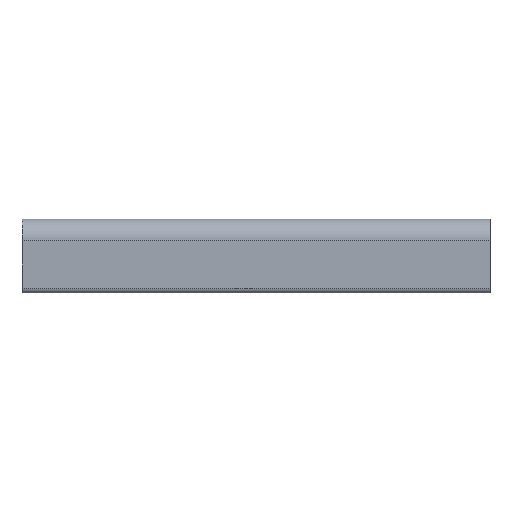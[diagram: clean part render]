
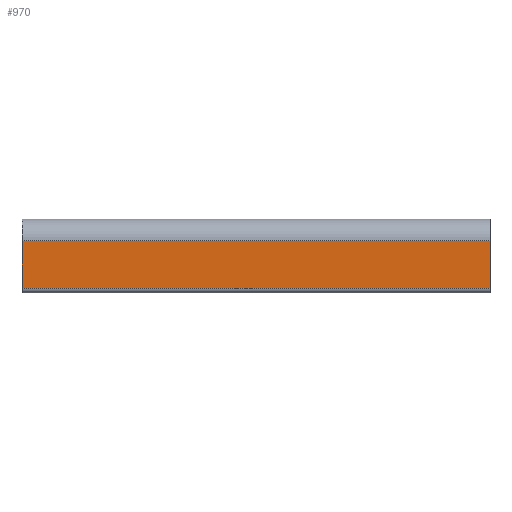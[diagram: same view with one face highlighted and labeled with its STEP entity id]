
A CAD part, left-side view. The second image highlights one B-rep face of the part: STEP entity #970.
In plain terms, the highlighted planar face has unit normal (-1, 0, -0.024).
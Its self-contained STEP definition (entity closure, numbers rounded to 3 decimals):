
#225=ORIENTED_EDGE('',*,*,#464,.T.);
#226=ORIENTED_EDGE('',*,*,#500,.F.);
#227=ORIENTED_EDGE('',*,*,#400,.F.);
#228=ORIENTED_EDGE('',*,*,#499,.T.);
#400=EDGE_CURVE('',#547,#548,#637,.T.);
#464=EDGE_CURVE('',#612,#611,#671,.T.);
#499=EDGE_CURVE('',#547,#612,#694,.T.);
#500=EDGE_CURVE('',#548,#611,#695,.T.);
#547=VERTEX_POINT('',#1450);
#548=VERTEX_POINT('',#1452);
#611=VERTEX_POINT('',#1579);
#612=VERTEX_POINT('',#1581);
#637=LINE('',#1451,#734);
#671=LINE('',#1580,#768);
#694=LINE('',#1645,#791);
#695=LINE('',#1647,#792);
#734=VECTOR('',#1148,1000.);
#768=VECTOR('',#1244,1000.);
#791=VECTOR('',#1307,1000.);
#792=VECTOR('',#1310,1000.);
#840=EDGE_LOOP('',(#225,#226,#227,#228));
#893=FACE_BOUND('',#840,.T.);
#942=PLANE('',#1084);
#970=ADVANCED_FACE('',(#893),#942,.F.);
#1084=AXIS2_PLACEMENT_3D('',#1646,#1308,#1309);
#1148=DIRECTION('',(-0.024,0.,1.));
#1244=DIRECTION('',(-0.024,0.,1.));
#1307=DIRECTION('',(0.,-1.,0.));
#1308=DIRECTION('',(1.,0.,0.024));
#1309=DIRECTION('',(0.024,0.,-1.));
#1310=DIRECTION('',(0.,-1.,0.));
#1450=CARTESIAN_POINT('',(-5.25,100.,-12.824));
#1451=CARTESIAN_POINT('',(-5.25,100.,-12.824));
#1452=CARTESIAN_POINT('',(-5.499,100.,-2.61));
#1579=CARTESIAN_POINT('',(-5.499,0.,-2.61));
#1580=CARTESIAN_POINT('',(-5.25,0.,-12.824));
#1581=CARTESIAN_POINT('',(-5.25,0.,-12.824));
#1645=CARTESIAN_POINT('',(-5.25,100.,-12.824));
#1646=CARTESIAN_POINT('',(-5.25,100.,-12.824));
#1647=CARTESIAN_POINT('',(-5.499,100.,-2.61));
